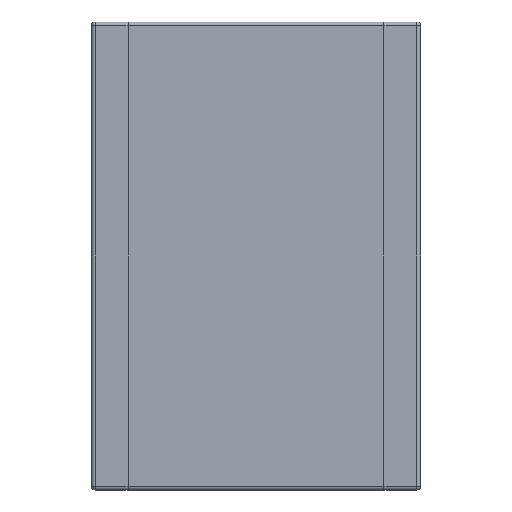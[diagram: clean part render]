
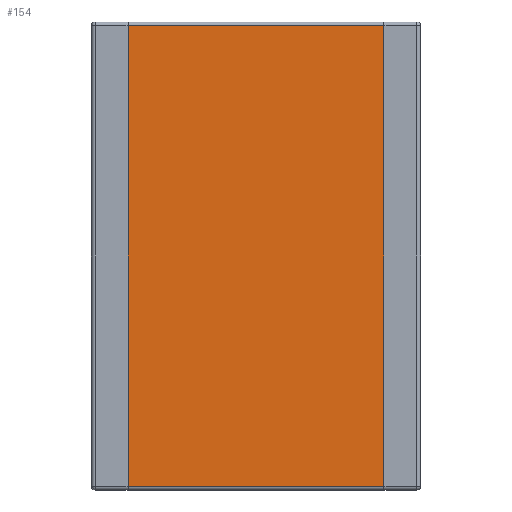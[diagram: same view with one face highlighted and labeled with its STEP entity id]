
A CAD part, front view. The second image highlights one B-rep face of the part: STEP entity #154.
In plain terms, the highlighted planar face has unit normal (0, -1, 0).
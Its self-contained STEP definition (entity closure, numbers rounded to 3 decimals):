
#96 = VERTEX_POINT ( 'NONE', #625 ) ;
#154 = ADVANCED_FACE ( 'NONE', ( #818 ), #861, .T. ) ;
#155 = EDGE_LOOP ( 'NONE', ( #156, #157, #330, #322 ) ) ;
#156 = ORIENTED_EDGE ( 'NONE', *, *, #329, .F. ) ;
#157 = ORIENTED_EDGE ( 'NONE', *, *, #158, .T. ) ;
#158 = EDGE_CURVE ( 'NONE', #339, #319, #856, .T. ) ;
#213 = EDGE_CURVE ( 'NONE', #316, #96, #1062, .T. ) ;
#316 = VERTEX_POINT ( 'NONE', #1438 ) ;
#318 = EDGE_CURVE ( 'NONE', #316, #319, #1433, .T. ) ;
#319 = VERTEX_POINT ( 'NONE', #1424 ) ;
#322 = ORIENTED_EDGE ( 'NONE', *, *, #213, .T. ) ;
#329 = EDGE_CURVE ( 'NONE', #339, #96, #1461, .T. ) ;
#330 = ORIENTED_EDGE ( 'NONE', *, *, #318, .F. ) ;
#339 = VERTEX_POINT ( 'NONE', #1451 ) ;
#625 = CARTESIAN_POINT ( 'NONE',  ( -1.75, 0., 3.15 ) ) ;
#818 = FACE_OUTER_BOUND ( 'NONE', #155, .T. ) ;
#853 = DIRECTION ( 'NONE',  ( 1., 0., 0. ) ) ;
#854 = VECTOR ( 'NONE', #853, 1000. ) ;
#855 = CARTESIAN_POINT ( 'NONE',  ( 2.25, 0., -3.15 ) ) ;
#856 = LINE ( 'NONE', #855, #854 ) ;
#857 = DIRECTION ( 'NONE',  ( 0., 0., -1. ) ) ;
#858 = DIRECTION ( 'NONE',  ( 0., -1., 0. ) ) ;
#859 = CARTESIAN_POINT ( 'NONE',  ( 2.25, 0., -3.2 ) ) ;
#860 = AXIS2_PLACEMENT_3D ( 'NONE', #859, #858, #857 ) ;
#861 = PLANE ( 'NONE',  #860 ) ;
#1059 = DIRECTION ( 'NONE',  ( -1., 0., 0. ) ) ;
#1060 = VECTOR ( 'NONE', #1059, 1000. ) ;
#1061 = CARTESIAN_POINT ( 'NONE',  ( -2.25, 0., 3.15 ) ) ;
#1062 = LINE ( 'NONE', #1061, #1060 ) ;
#1424 = CARTESIAN_POINT ( 'NONE',  ( 1.75, 0., -3.15 ) ) ;
#1425 = DIRECTION ( 'NONE',  ( 0., 0., -1. ) ) ;
#1426 = VECTOR ( 'NONE', #1425, 1000. ) ;
#1427 = CARTESIAN_POINT ( 'NONE',  ( 1.75, 0., -3.2 ) ) ;
#1433 = LINE ( 'NONE', #1427, #1426 ) ;
#1438 = CARTESIAN_POINT ( 'NONE',  ( 1.75, 0., 3.15 ) ) ;
#1451 = CARTESIAN_POINT ( 'NONE',  ( -1.75, 0., -3.15 ) ) ;
#1458 = DIRECTION ( 'NONE',  ( 0., 0., 1. ) ) ;
#1459 = VECTOR ( 'NONE', #1458, 1000. ) ;
#1460 = CARTESIAN_POINT ( 'NONE',  ( -1.75, 0., -3.2 ) ) ;
#1461 = LINE ( 'NONE', #1460, #1459 ) ;
